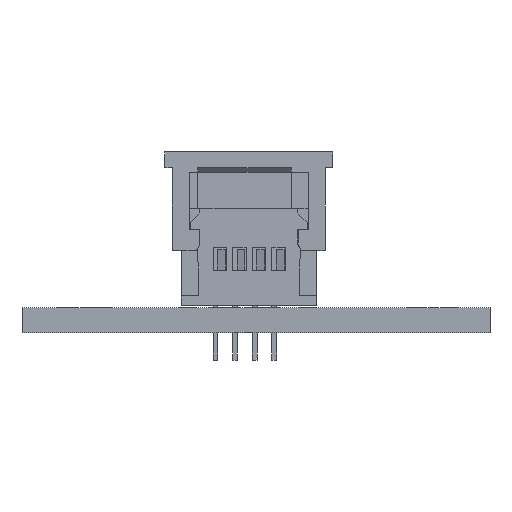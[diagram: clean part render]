
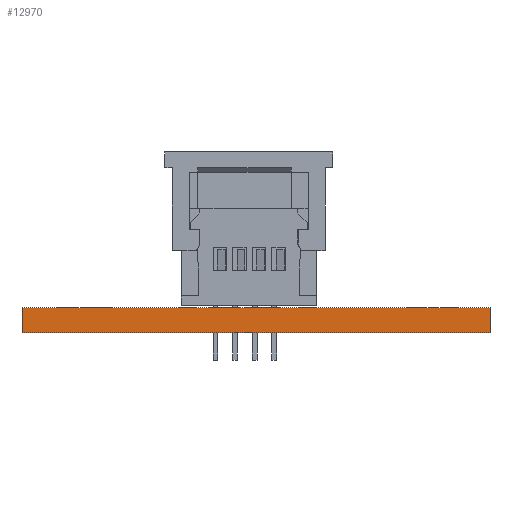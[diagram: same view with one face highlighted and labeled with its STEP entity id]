
A CAD part, front view. The second image highlights one B-rep face of the part: STEP entity #12970.
In plain terms, the highlighted planar face has unit normal (0, -1, 0).
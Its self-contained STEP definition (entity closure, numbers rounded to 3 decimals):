
#12854 = EDGE_CURVE('',#12855,#12857,#12859,.T.);
#12855 = VERTEX_POINT('',#12856);
#12856 = CARTESIAN_POINT('',(-14.95,-22.,0.));
#12857 = VERTEX_POINT('',#12858);
#12858 = CARTESIAN_POINT('',(-14.95,-22.,1.6));
#12859 = SURFACE_CURVE('',#12860,(#12864,#12876),.PCURVE_S1.);
#12860 = LINE('',#12861,#12862);
#12861 = CARTESIAN_POINT('',(-14.95,-22.,0.));
#12862 = VECTOR('',#12863,1.);
#12863 = DIRECTION('',(0.,0.,1.));
#12864 = PCURVE('',#12865,#12870);
#12865 = PLANE('',#12866);
#12866 = AXIS2_PLACEMENT_3D('',#12867,#12868,#12869);
#12867 = CARTESIAN_POINT('',(-14.95,-22.,0.));
#12868 = DIRECTION('',(-1.,0.,0.));
#12869 = DIRECTION('',(0.,1.,0.));
#12870 = DEFINITIONAL_REPRESENTATION('',(#12871),#12875);
#12871 = LINE('',#12872,#12873);
#12872 = CARTESIAN_POINT('',(0.,0.));
#12873 = VECTOR('',#12874,1.);
#12874 = DIRECTION('',(0.,-1.));
#12875 = ( GEOMETRIC_REPRESENTATION_CONTEXT(2) 
PARAMETRIC_REPRESENTATION_CONTEXT() REPRESENTATION_CONTEXT('2D SPACE',''
  ) );
#12876 = PCURVE('',#12877,#12882);
#12877 = PLANE('',#12878);
#12878 = AXIS2_PLACEMENT_3D('',#12879,#12880,#12881);
#12879 = CARTESIAN_POINT('',(14.95,-22.,0.));
#12880 = DIRECTION('',(0.,-1.,0.));
#12881 = DIRECTION('',(-1.,0.,0.));
#12882 = DEFINITIONAL_REPRESENTATION('',(#12883),#12887);
#12883 = LINE('',#12884,#12885);
#12884 = CARTESIAN_POINT('',(29.9,0.));
#12885 = VECTOR('',#12886,1.);
#12886 = DIRECTION('',(0.,-1.));
#12887 = ( GEOMETRIC_REPRESENTATION_CONTEXT(2) 
PARAMETRIC_REPRESENTATION_CONTEXT() REPRESENTATION_CONTEXT('2D SPACE',''
  ) );
#12905 = PLANE('',#12906);
#12906 = AXIS2_PLACEMENT_3D('',#12907,#12908,#12909);
#12907 = CARTESIAN_POINT('',(0.,0.,1.6));
#12908 = DIRECTION('',(-0.,-0.,-1.));
#12909 = DIRECTION('',(-1.,0.,0.));
#12959 = PLANE('',#12960);
#12960 = AXIS2_PLACEMENT_3D('',#12961,#12962,#12963);
#12961 = CARTESIAN_POINT('',(0.,0.,0.));
#12962 = DIRECTION('',(-0.,-0.,-1.));
#12963 = DIRECTION('',(-1.,0.,0.));
#12970 = ADVANCED_FACE('',(#12971),#12877,.T.);
#12971 = FACE_BOUND('',#12972,.T.);
#12972 = EDGE_LOOP('',(#12973,#13003,#13024,#13025));
#12973 = ORIENTED_EDGE('',*,*,#12974,.T.);
#12974 = EDGE_CURVE('',#12975,#12977,#12979,.T.);
#12975 = VERTEX_POINT('',#12976);
#12976 = CARTESIAN_POINT('',(14.95,-22.,0.));
#12977 = VERTEX_POINT('',#12978);
#12978 = CARTESIAN_POINT('',(14.95,-22.,1.6));
#12979 = SURFACE_CURVE('',#12980,(#12984,#12991),.PCURVE_S1.);
#12980 = LINE('',#12981,#12982);
#12981 = CARTESIAN_POINT('',(14.95,-22.,0.));
#12982 = VECTOR('',#12983,1.);
#12983 = DIRECTION('',(0.,0.,1.));
#12984 = PCURVE('',#12877,#12985);
#12985 = DEFINITIONAL_REPRESENTATION('',(#12986),#12990);
#12986 = LINE('',#12987,#12988);
#12987 = CARTESIAN_POINT('',(0.,-0.));
#12988 = VECTOR('',#12989,1.);
#12989 = DIRECTION('',(0.,-1.));
#12990 = ( GEOMETRIC_REPRESENTATION_CONTEXT(2) 
PARAMETRIC_REPRESENTATION_CONTEXT() REPRESENTATION_CONTEXT('2D SPACE',''
  ) );
#12991 = PCURVE('',#12992,#12997);
#12992 = PLANE('',#12993);
#12993 = AXIS2_PLACEMENT_3D('',#12994,#12995,#12996);
#12994 = CARTESIAN_POINT('',(14.95,22.,0.));
#12995 = DIRECTION('',(1.,0.,-0.));
#12996 = DIRECTION('',(0.,-1.,0.));
#12997 = DEFINITIONAL_REPRESENTATION('',(#12998),#13002);
#12998 = LINE('',#12999,#13000);
#12999 = CARTESIAN_POINT('',(44.,0.));
#13000 = VECTOR('',#13001,1.);
#13001 = DIRECTION('',(0.,-1.));
#13002 = ( GEOMETRIC_REPRESENTATION_CONTEXT(2) 
PARAMETRIC_REPRESENTATION_CONTEXT() REPRESENTATION_CONTEXT('2D SPACE',''
  ) );
#13003 = ORIENTED_EDGE('',*,*,#13004,.T.);
#13004 = EDGE_CURVE('',#12977,#12857,#13005,.T.);
#13005 = SURFACE_CURVE('',#13006,(#13010,#13017),.PCURVE_S1.);
#13006 = LINE('',#13007,#13008);
#13007 = CARTESIAN_POINT('',(14.95,-22.,1.6));
#13008 = VECTOR('',#13009,1.);
#13009 = DIRECTION('',(-1.,0.,0.));
#13010 = PCURVE('',#12877,#13011);
#13011 = DEFINITIONAL_REPRESENTATION('',(#13012),#13016);
#13012 = LINE('',#13013,#13014);
#13013 = CARTESIAN_POINT('',(0.,-1.6));
#13014 = VECTOR('',#13015,1.);
#13015 = DIRECTION('',(1.,0.));
#13016 = ( GEOMETRIC_REPRESENTATION_CONTEXT(2) 
PARAMETRIC_REPRESENTATION_CONTEXT() REPRESENTATION_CONTEXT('2D SPACE',''
  ) );
#13017 = PCURVE('',#12905,#13018);
#13018 = DEFINITIONAL_REPRESENTATION('',(#13019),#13023);
#13019 = LINE('',#13020,#13021);
#13020 = CARTESIAN_POINT('',(-14.95,-22.));
#13021 = VECTOR('',#13022,1.);
#13022 = DIRECTION('',(1.,0.));
#13023 = ( GEOMETRIC_REPRESENTATION_CONTEXT(2) 
PARAMETRIC_REPRESENTATION_CONTEXT() REPRESENTATION_CONTEXT('2D SPACE',''
  ) );
#13024 = ORIENTED_EDGE('',*,*,#12854,.F.);
#13025 = ORIENTED_EDGE('',*,*,#13026,.F.);
#13026 = EDGE_CURVE('',#12975,#12855,#13027,.T.);
#13027 = SURFACE_CURVE('',#13028,(#13032,#13039),.PCURVE_S1.);
#13028 = LINE('',#13029,#13030);
#13029 = CARTESIAN_POINT('',(14.95,-22.,0.));
#13030 = VECTOR('',#13031,1.);
#13031 = DIRECTION('',(-1.,0.,0.));
#13032 = PCURVE('',#12877,#13033);
#13033 = DEFINITIONAL_REPRESENTATION('',(#13034),#13038);
#13034 = LINE('',#13035,#13036);
#13035 = CARTESIAN_POINT('',(0.,-0.));
#13036 = VECTOR('',#13037,1.);
#13037 = DIRECTION('',(1.,0.));
#13038 = ( GEOMETRIC_REPRESENTATION_CONTEXT(2) 
PARAMETRIC_REPRESENTATION_CONTEXT() REPRESENTATION_CONTEXT('2D SPACE',''
  ) );
#13039 = PCURVE('',#12959,#13040);
#13040 = DEFINITIONAL_REPRESENTATION('',(#13041),#13045);
#13041 = LINE('',#13042,#13043);
#13042 = CARTESIAN_POINT('',(-14.95,-22.));
#13043 = VECTOR('',#13044,1.);
#13044 = DIRECTION('',(1.,0.));
#13045 = ( GEOMETRIC_REPRESENTATION_CONTEXT(2) 
PARAMETRIC_REPRESENTATION_CONTEXT() REPRESENTATION_CONTEXT('2D SPACE',''
  ) );
